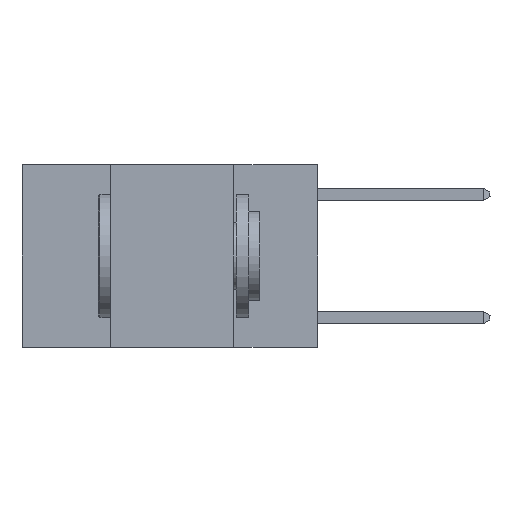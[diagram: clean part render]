
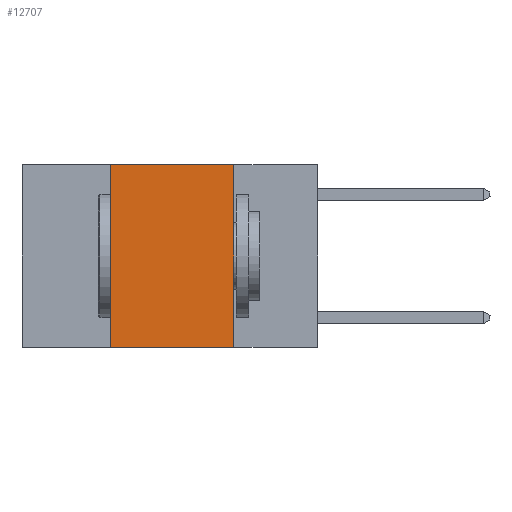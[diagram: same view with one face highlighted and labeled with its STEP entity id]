
A CAD part, left-side view. The second image highlights one B-rep face of the part: STEP entity #12707.
In plain terms, the highlighted planar face has unit normal (-1, 0, 0).
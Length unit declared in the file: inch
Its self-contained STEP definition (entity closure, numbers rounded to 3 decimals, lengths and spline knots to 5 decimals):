
#359 = ORIENTED_EDGE ( 'NONE', *, *, #1672, .T. ) ;
#695 = DIRECTION ( 'NONE',  ( 0., -1., 0. ) ) ;
#888 = VERTEX_POINT ( 'NONE', #16217 ) ;
#1672 = EDGE_CURVE ( 'NONE', #11664, #26745, #8322, .T. ) ;
#3742 = CARTESIAN_POINT ( 'NONE',  ( 0., 0.17, -0.37 ) ) ;
#3849 = CARTESIAN_POINT ( 'NONE',  ( 0., 0.42, 0. ) ) ;
#5616 = EDGE_CURVE ( 'NONE', #888, #20105, #25674, .T. ) ;
#6110 = CARTESIAN_POINT ( 'NONE',  ( 0., 0.6, -0.37 ) ) ;
#6795 = VECTOR ( 'NONE', #12976, 39.37008 ) ;
#7122 = EDGE_LOOP ( 'NONE', ( #15686, #9199, #11294, #359 ) ) ;
#8317 = VECTOR ( 'NONE', #15380, 39.37008 ) ;
#8322 = LINE ( 'NONE', #6110, #10864 ) ;
#9199 = ORIENTED_EDGE ( 'NONE', *, *, #5616, .F. ) ;
#9242 = PLANE ( 'NONE',  #12350 ) ;
#9386 = DIRECTION ( 'NONE',  ( 0., 0., -1. ) ) ;
#10540 = CARTESIAN_POINT ( 'NONE',  ( 0., 0.42, -0.37 ) ) ;
#10864 = VECTOR ( 'NONE', #22074, 39.37008 ) ;
#11087 = LINE ( 'NONE', #3849, #8317 ) ;
#11294 = ORIENTED_EDGE ( 'NONE', *, *, #28390, .F. ) ;
#11664 = VERTEX_POINT ( 'NONE', #10540 ) ;
#12350 = AXIS2_PLACEMENT_3D ( 'NONE', #24616, #16186, #9386 ) ;
#12707 = ADVANCED_FACE ( 'NONE', ( #22402 ), #9242, .F. ) ;
#12976 = DIRECTION ( 'NONE',  ( 0., 0., -1. ) ) ;
#15380 = DIRECTION ( 'NONE',  ( 0., 0., 1. ) ) ;
#15686 = ORIENTED_EDGE ( 'NONE', *, *, #25849, .F. ) ;
#16186 = DIRECTION ( 'NONE',  ( 1., 0., 0. ) ) ;
#16217 = CARTESIAN_POINT ( 'NONE',  ( 0., 0.42, 0. ) ) ;
#16802 = CARTESIAN_POINT ( 'NONE',  ( 0., 0.6, 0. ) ) ;
#19558 = CARTESIAN_POINT ( 'NONE',  ( 0., 0.17, 0. ) ) ;
#20105 = VERTEX_POINT ( 'NONE', #19558 ) ;
#20906 = VECTOR ( 'NONE', #695, 39.37008 ) ;
#22074 = DIRECTION ( 'NONE',  ( 0., -1., 0. ) ) ;
#22402 = FACE_OUTER_BOUND ( 'NONE', #7122, .T. ) ;
#22433 = LINE ( 'NONE', #28933, #6795 ) ;
#24616 = CARTESIAN_POINT ( 'NONE',  ( 0., 0.6, 0. ) ) ;
#25674 = LINE ( 'NONE', #16802, #20906 ) ;
#25849 = EDGE_CURVE ( 'NONE', #20105, #26745, #22433, .T. ) ;
#26745 = VERTEX_POINT ( 'NONE', #3742 ) ;
#28390 = EDGE_CURVE ( 'NONE', #11664, #888, #11087, .T. ) ;
#28933 = CARTESIAN_POINT ( 'NONE',  ( 0., 0.17, 0. ) ) ;
